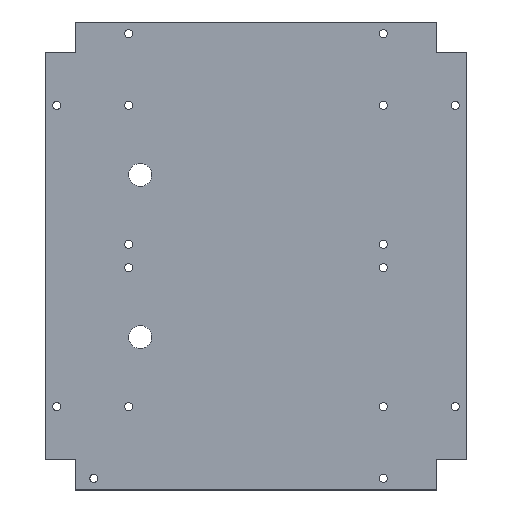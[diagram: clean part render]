
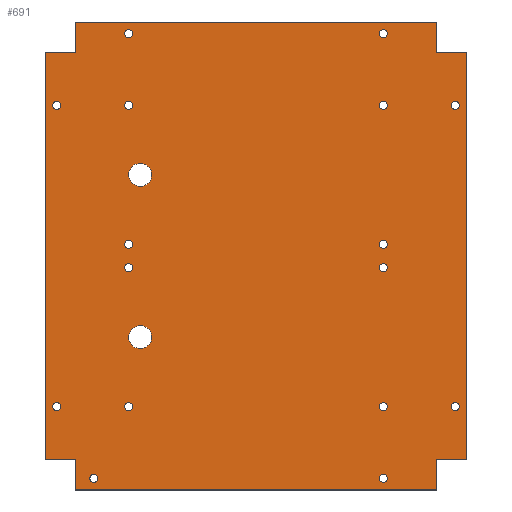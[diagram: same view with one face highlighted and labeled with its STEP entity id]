
A CAD part, top view. The second image highlights one B-rep face of the part: STEP entity #691.
In plain terms, the highlighted planar face has unit normal (0, 0, 1).
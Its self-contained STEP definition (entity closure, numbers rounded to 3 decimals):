
#19=FACE_BOUND('',#132,.T.);
#20=FACE_BOUND('',#133,.T.);
#21=FACE_BOUND('',#134,.T.);
#22=FACE_BOUND('',#135,.T.);
#23=FACE_BOUND('',#136,.T.);
#24=FACE_BOUND('',#137,.T.);
#25=FACE_BOUND('',#138,.T.);
#26=FACE_BOUND('',#139,.T.);
#27=FACE_BOUND('',#140,.T.);
#28=FACE_BOUND('',#141,.T.);
#29=FACE_BOUND('',#142,.T.);
#30=FACE_BOUND('',#143,.T.);
#31=FACE_BOUND('',#144,.T.);
#32=FACE_BOUND('',#145,.T.);
#33=FACE_BOUND('',#146,.T.);
#34=FACE_BOUND('',#147,.T.);
#35=FACE_BOUND('',#148,.T.);
#36=FACE_BOUND('',#149,.T.);
#67=PLANE('',#774);
#99=FACE_OUTER_BOUND('',#131,.T.);
#131=EDGE_LOOP('',(#583,#584,#585,#586,#587,#588,#589,#590,#591,#592,#593,
#594));
#132=EDGE_LOOP('',(#595));
#133=EDGE_LOOP('',(#596));
#134=EDGE_LOOP('',(#597));
#135=EDGE_LOOP('',(#598));
#136=EDGE_LOOP('',(#599));
#137=EDGE_LOOP('',(#600));
#138=EDGE_LOOP('',(#601));
#139=EDGE_LOOP('',(#602));
#140=EDGE_LOOP('',(#603));
#141=EDGE_LOOP('',(#604));
#142=EDGE_LOOP('',(#605));
#143=EDGE_LOOP('',(#606));
#144=EDGE_LOOP('',(#607));
#145=EDGE_LOOP('',(#608));
#146=EDGE_LOOP('',(#609));
#147=EDGE_LOOP('',(#610));
#148=EDGE_LOOP('',(#611));
#149=EDGE_LOOP('',(#612));
#189=LINE('',#1090,#243);
#192=LINE('',#1096,#246);
#195=LINE('',#1102,#249);
#198=LINE('',#1108,#252);
#201=LINE('',#1114,#255);
#204=LINE('',#1120,#258);
#207=LINE('',#1126,#261);
#210=LINE('',#1132,#264);
#213=LINE('',#1138,#267);
#216=LINE('',#1144,#270);
#219=LINE('',#1150,#273);
#222=LINE('',#1154,#276);
#243=VECTOR('',#911,10.);
#246=VECTOR('',#916,10.);
#249=VECTOR('',#921,10.);
#252=VECTOR('',#926,10.);
#255=VECTOR('',#931,10.);
#258=VECTOR('',#936,10.);
#261=VECTOR('',#941,10.);
#264=VECTOR('',#946,10.);
#267=VECTOR('',#951,10.);
#270=VECTOR('',#956,10.);
#273=VECTOR('',#961,10.);
#276=VECTOR('',#966,10.);
#277=CIRCLE('',#709,1.75);
#279=CIRCLE('',#712,1.75);
#281=CIRCLE('',#715,1.75);
#283=CIRCLE('',#718,1.75);
#285=CIRCLE('',#721,5.);
#287=CIRCLE('',#724,1.75);
#289=CIRCLE('',#727,1.75);
#291=CIRCLE('',#730,1.75);
#293=CIRCLE('',#733,1.75);
#295=CIRCLE('',#736,5.);
#297=CIRCLE('',#739,1.75);
#299=CIRCLE('',#742,1.75);
#301=CIRCLE('',#745,1.75);
#303=CIRCLE('',#748,1.75);
#305=CIRCLE('',#751,1.75);
#307=CIRCLE('',#754,1.75);
#309=CIRCLE('',#757,1.75);
#311=CIRCLE('',#760,1.75);
#313=VERTEX_POINT('',#976);
#315=VERTEX_POINT('',#982);
#317=VERTEX_POINT('',#988);
#319=VERTEX_POINT('',#994);
#321=VERTEX_POINT('',#1000);
#323=VERTEX_POINT('',#1006);
#325=VERTEX_POINT('',#1012);
#327=VERTEX_POINT('',#1018);
#329=VERTEX_POINT('',#1024);
#331=VERTEX_POINT('',#1030);
#333=VERTEX_POINT('',#1036);
#335=VERTEX_POINT('',#1042);
#337=VERTEX_POINT('',#1048);
#339=VERTEX_POINT('',#1054);
#341=VERTEX_POINT('',#1060);
#343=VERTEX_POINT('',#1066);
#345=VERTEX_POINT('',#1072);
#347=VERTEX_POINT('',#1078);
#351=VERTEX_POINT('',#1087);
#352=VERTEX_POINT('',#1089);
#354=VERTEX_POINT('',#1095);
#356=VERTEX_POINT('',#1101);
#358=VERTEX_POINT('',#1107);
#360=VERTEX_POINT('',#1113);
#362=VERTEX_POINT('',#1119);
#364=VERTEX_POINT('',#1125);
#366=VERTEX_POINT('',#1131);
#368=VERTEX_POINT('',#1137);
#370=VERTEX_POINT('',#1143);
#372=VERTEX_POINT('',#1149);
#373=EDGE_CURVE('',#313,#313,#277,.T.);
#376=EDGE_CURVE('',#315,#315,#279,.T.);
#379=EDGE_CURVE('',#317,#317,#281,.T.);
#382=EDGE_CURVE('',#319,#319,#283,.T.);
#385=EDGE_CURVE('',#321,#321,#285,.T.);
#388=EDGE_CURVE('',#323,#323,#287,.T.);
#391=EDGE_CURVE('',#325,#325,#289,.T.);
#394=EDGE_CURVE('',#327,#327,#291,.T.);
#397=EDGE_CURVE('',#329,#329,#293,.T.);
#400=EDGE_CURVE('',#331,#331,#295,.T.);
#403=EDGE_CURVE('',#333,#333,#297,.T.);
#406=EDGE_CURVE('',#335,#335,#299,.T.);
#409=EDGE_CURVE('',#337,#337,#301,.T.);
#412=EDGE_CURVE('',#339,#339,#303,.T.);
#415=EDGE_CURVE('',#341,#341,#305,.T.);
#418=EDGE_CURVE('',#343,#343,#307,.T.);
#421=EDGE_CURVE('',#345,#345,#309,.T.);
#424=EDGE_CURVE('',#347,#347,#311,.T.);
#429=EDGE_CURVE('',#352,#351,#189,.T.);
#432=EDGE_CURVE('',#354,#352,#192,.T.);
#435=EDGE_CURVE('',#356,#354,#195,.T.);
#438=EDGE_CURVE('',#358,#356,#198,.T.);
#441=EDGE_CURVE('',#360,#358,#201,.T.);
#444=EDGE_CURVE('',#362,#360,#204,.T.);
#447=EDGE_CURVE('',#364,#362,#207,.T.);
#450=EDGE_CURVE('',#366,#364,#210,.T.);
#453=EDGE_CURVE('',#368,#366,#213,.T.);
#456=EDGE_CURVE('',#370,#368,#216,.T.);
#459=EDGE_CURVE('',#372,#370,#219,.T.);
#462=EDGE_CURVE('',#351,#372,#222,.T.);
#583=ORIENTED_EDGE('',*,*,#462,.T.);
#584=ORIENTED_EDGE('',*,*,#459,.T.);
#585=ORIENTED_EDGE('',*,*,#456,.T.);
#586=ORIENTED_EDGE('',*,*,#453,.T.);
#587=ORIENTED_EDGE('',*,*,#450,.T.);
#588=ORIENTED_EDGE('',*,*,#447,.T.);
#589=ORIENTED_EDGE('',*,*,#444,.T.);
#590=ORIENTED_EDGE('',*,*,#441,.T.);
#591=ORIENTED_EDGE('',*,*,#438,.T.);
#592=ORIENTED_EDGE('',*,*,#435,.T.);
#593=ORIENTED_EDGE('',*,*,#432,.T.);
#594=ORIENTED_EDGE('',*,*,#429,.T.);
#595=ORIENTED_EDGE('',*,*,#373,.T.);
#596=ORIENTED_EDGE('',*,*,#376,.T.);
#597=ORIENTED_EDGE('',*,*,#379,.T.);
#598=ORIENTED_EDGE('',*,*,#382,.T.);
#599=ORIENTED_EDGE('',*,*,#385,.T.);
#600=ORIENTED_EDGE('',*,*,#388,.T.);
#601=ORIENTED_EDGE('',*,*,#391,.T.);
#602=ORIENTED_EDGE('',*,*,#394,.T.);
#603=ORIENTED_EDGE('',*,*,#397,.T.);
#604=ORIENTED_EDGE('',*,*,#400,.T.);
#605=ORIENTED_EDGE('',*,*,#403,.T.);
#606=ORIENTED_EDGE('',*,*,#406,.T.);
#607=ORIENTED_EDGE('',*,*,#409,.T.);
#608=ORIENTED_EDGE('',*,*,#412,.T.);
#609=ORIENTED_EDGE('',*,*,#415,.T.);
#610=ORIENTED_EDGE('',*,*,#418,.T.);
#611=ORIENTED_EDGE('',*,*,#421,.T.);
#612=ORIENTED_EDGE('',*,*,#424,.T.);
#691=ADVANCED_FACE('',(#99,#19,#20,#21,#22,#23,#24,#25,#26,#27,#28,#29,
#30,#31,#32,#33,#34,#35,#36),#67,.T.);
#709=AXIS2_PLACEMENT_3D('',#977,#783,#784);
#712=AXIS2_PLACEMENT_3D('',#983,#790,#791);
#715=AXIS2_PLACEMENT_3D('',#989,#797,#798);
#718=AXIS2_PLACEMENT_3D('',#995,#804,#805);
#721=AXIS2_PLACEMENT_3D('',#1001,#811,#812);
#724=AXIS2_PLACEMENT_3D('',#1007,#818,#819);
#727=AXIS2_PLACEMENT_3D('',#1013,#825,#826);
#730=AXIS2_PLACEMENT_3D('',#1019,#832,#833);
#733=AXIS2_PLACEMENT_3D('',#1025,#839,#840);
#736=AXIS2_PLACEMENT_3D('',#1031,#846,#847);
#739=AXIS2_PLACEMENT_3D('',#1037,#853,#854);
#742=AXIS2_PLACEMENT_3D('',#1043,#860,#861);
#745=AXIS2_PLACEMENT_3D('',#1049,#867,#868);
#748=AXIS2_PLACEMENT_3D('',#1055,#874,#875);
#751=AXIS2_PLACEMENT_3D('',#1061,#881,#882);
#754=AXIS2_PLACEMENT_3D('',#1067,#888,#889);
#757=AXIS2_PLACEMENT_3D('',#1073,#895,#896);
#760=AXIS2_PLACEMENT_3D('',#1079,#902,#903);
#774=AXIS2_PLACEMENT_3D('',#1155,#967,#968);
#783=DIRECTION('center_axis',(0.,0.,-1.));
#784=DIRECTION('ref_axis',(-1.,0.,0.));
#790=DIRECTION('center_axis',(0.,0.,-1.));
#791=DIRECTION('ref_axis',(-1.,0.,0.));
#797=DIRECTION('center_axis',(0.,0.,-1.));
#798=DIRECTION('ref_axis',(-1.,0.,0.));
#804=DIRECTION('center_axis',(0.,0.,-1.));
#805=DIRECTION('ref_axis',(-1.,0.,0.));
#811=DIRECTION('center_axis',(0.,0.,-1.));
#812=DIRECTION('ref_axis',(-1.,0.,0.));
#818=DIRECTION('center_axis',(0.,0.,-1.));
#819=DIRECTION('ref_axis',(-1.,0.,0.));
#825=DIRECTION('center_axis',(0.,0.,-1.));
#826=DIRECTION('ref_axis',(-1.,0.,0.));
#832=DIRECTION('center_axis',(0.,0.,-1.));
#833=DIRECTION('ref_axis',(-1.,0.,0.));
#839=DIRECTION('center_axis',(0.,0.,-1.));
#840=DIRECTION('ref_axis',(-1.,0.,0.));
#846=DIRECTION('center_axis',(0.,0.,-1.));
#847=DIRECTION('ref_axis',(-1.,0.,0.));
#853=DIRECTION('center_axis',(0.,0.,-1.));
#854=DIRECTION('ref_axis',(-1.,0.,0.));
#860=DIRECTION('center_axis',(0.,0.,-1.));
#861=DIRECTION('ref_axis',(-1.,0.,0.));
#867=DIRECTION('center_axis',(0.,0.,-1.));
#868=DIRECTION('ref_axis',(-1.,0.,0.));
#874=DIRECTION('center_axis',(0.,0.,-1.));
#875=DIRECTION('ref_axis',(-1.,0.,0.));
#881=DIRECTION('center_axis',(0.,0.,-1.));
#882=DIRECTION('ref_axis',(-1.,0.,0.));
#888=DIRECTION('center_axis',(0.,0.,-1.));
#889=DIRECTION('ref_axis',(-1.,0.,0.));
#895=DIRECTION('center_axis',(0.,0.,-1.));
#896=DIRECTION('ref_axis',(-1.,0.,0.));
#902=DIRECTION('center_axis',(0.,0.,-1.));
#903=DIRECTION('ref_axis',(-1.,0.,0.));
#911=DIRECTION('',(-1.,0.,0.));
#916=DIRECTION('',(0.,-1.,0.));
#921=DIRECTION('',(-1.,0.,0.));
#926=DIRECTION('',(0.,1.,0.));
#931=DIRECTION('',(-1.,0.,0.));
#936=DIRECTION('',(0.,1.,0.));
#941=DIRECTION('',(1.,0.,0.));
#946=DIRECTION('',(0.,1.,0.));
#951=DIRECTION('',(1.,0.,0.));
#956=DIRECTION('',(0.,-1.,0.));
#961=DIRECTION('',(1.,0.,0.));
#966=DIRECTION('',(0.,-1.,0.));
#967=DIRECTION('center_axis',(0.,0.,1.));
#968=DIRECTION('ref_axis',(1.,0.,0.));
#976=CARTESIAN_POINT('',(-144.25,-166.,1.));
#977=CARTESIAN_POINT('Origin',(-146.,-166.,1.));
#982=CARTESIAN_POINT('',(-144.25,-96.,1.));
#983=CARTESIAN_POINT('Origin',(-146.,-96.,1.));
#988=CARTESIAN_POINT('',(-144.25,-36.,1.));
#989=CARTESIAN_POINT('Origin',(-146.,-36.,1.));
#994=CARTESIAN_POINT('',(-144.25,-106.,1.));
#995=CARTESIAN_POINT('Origin',(-146.,-106.,1.));
#1000=CARTESIAN_POINT('',(-136.,-136.,1.));
#1001=CARTESIAN_POINT('Origin',(-141.,-136.,1.));
#1006=CARTESIAN_POINT('',(-34.25,-166.,1.));
#1007=CARTESIAN_POINT('Origin',(-36.,-166.,1.));
#1012=CARTESIAN_POINT('',(-34.25,-96.,1.));
#1013=CARTESIAN_POINT('Origin',(-36.,-96.,1.));
#1018=CARTESIAN_POINT('',(-34.25,-36.,1.));
#1019=CARTESIAN_POINT('Origin',(-36.,-36.,1.));
#1024=CARTESIAN_POINT('',(-34.25,-106.,1.));
#1025=CARTESIAN_POINT('Origin',(-36.,-106.,1.));
#1030=CARTESIAN_POINT('',(-136.,-66.,1.));
#1031=CARTESIAN_POINT('Origin',(-141.,-66.,1.));
#1036=CARTESIAN_POINT('',(-3.25,-36.,1.));
#1037=CARTESIAN_POINT('Origin',(-5.,-36.,1.));
#1042=CARTESIAN_POINT('',(-3.25,-166.,1.));
#1043=CARTESIAN_POINT('Origin',(-5.,-166.,1.));
#1048=CARTESIAN_POINT('',(-175.25,-166.,1.));
#1049=CARTESIAN_POINT('Origin',(-177.,-166.,1.));
#1054=CARTESIAN_POINT('',(-34.25,-5.,1.));
#1055=CARTESIAN_POINT('Origin',(-36.,-5.,1.));
#1060=CARTESIAN_POINT('',(-144.25,-5.,1.));
#1061=CARTESIAN_POINT('Origin',(-146.,-5.,1.));
#1066=CARTESIAN_POINT('',(-34.25,-197.,1.));
#1067=CARTESIAN_POINT('Origin',(-36.,-197.,1.));
#1072=CARTESIAN_POINT('',(-175.25,-36.,1.));
#1073=CARTESIAN_POINT('Origin',(-177.,-36.,1.));
#1078=CARTESIAN_POINT('',(-159.25,-197.,1.));
#1079=CARTESIAN_POINT('Origin',(-161.,-197.,1.));
#1087=CARTESIAN_POINT('',(-182.,-13.,1.));
#1089=CARTESIAN_POINT('',(-169.,-13.,1.));
#1090=CARTESIAN_POINT('',(-182.,-13.,1.));
#1095=CARTESIAN_POINT('',(-169.,0.,1.));
#1096=CARTESIAN_POINT('',(-169.,0.,1.));
#1101=CARTESIAN_POINT('',(-13.,0.,1.));
#1102=CARTESIAN_POINT('',(-91.,0.,1.));
#1107=CARTESIAN_POINT('',(-13.,-13.,1.));
#1108=CARTESIAN_POINT('',(-13.,0.,1.));
#1113=CARTESIAN_POINT('',(0.,-13.,1.));
#1114=CARTESIAN_POINT('',(0.,-13.,1.));
#1119=CARTESIAN_POINT('',(0.,-189.,1.));
#1120=CARTESIAN_POINT('',(0.,-101.,1.));
#1125=CARTESIAN_POINT('',(-13.,-189.,1.));
#1126=CARTESIAN_POINT('',(0.,-189.,1.));
#1131=CARTESIAN_POINT('',(-13.,-202.,1.));
#1132=CARTESIAN_POINT('',(-13.,-202.,1.));
#1137=CARTESIAN_POINT('',(-169.,-202.,1.));
#1138=CARTESIAN_POINT('',(-91.,-202.,1.));
#1143=CARTESIAN_POINT('',(-169.,-189.,1.));
#1144=CARTESIAN_POINT('',(-169.,-202.,1.));
#1149=CARTESIAN_POINT('',(-182.,-189.,1.));
#1150=CARTESIAN_POINT('',(-182.,-189.,1.));
#1154=CARTESIAN_POINT('',(-182.,-101.,1.));
#1155=CARTESIAN_POINT('Origin',(-91.,-101.,1.));
